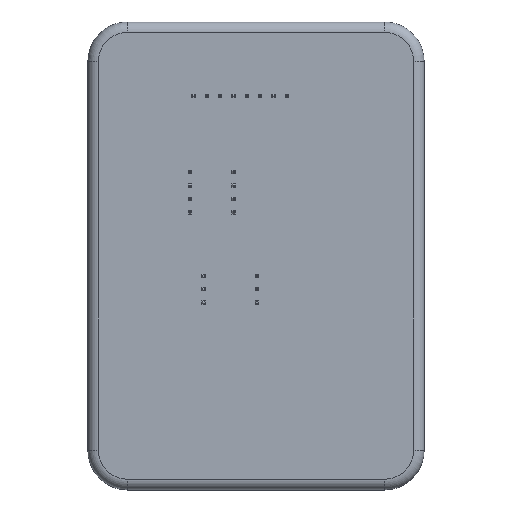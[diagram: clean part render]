
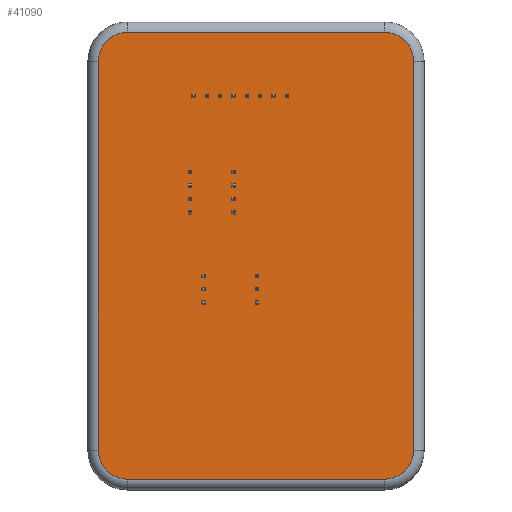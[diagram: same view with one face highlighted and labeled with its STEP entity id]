
A CAD part, top view. The second image highlights one B-rep face of the part: STEP entity #41090.
In plain terms, the highlighted planar face has unit normal (0, 0, 1).
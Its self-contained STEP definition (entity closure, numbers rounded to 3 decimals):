
#3248=PLANE('',#45424);
#5388=FACE_OUTER_BOUND('',#8458,.T.);
#8458=EDGE_LOOP('',(#36707,#36708,#36709,#36710,#36711,#36712,#36713,#36714));
#12052=LINE('',#67677,#15578);
#12053=LINE('',#67687,#15579);
#12055=LINE('',#67696,#15581);
#12056=LINE('',#67704,#15582);
#15578=VECTOR('',#56487,10.);
#15579=VECTOR('',#56500,10.);
#15581=VECTOR('',#56512,10.);
#15582=VECTOR('',#56523,10.);
#17450=CIRCLE('',#45405,5.5);
#17454=CIRCLE('',#45411,5.5);
#17457=CIRCLE('',#45416,5.5);
#17459=CIRCLE('',#45420,5.5);
#20880=VERTEX_POINT('',#67673);
#20881=VERTEX_POINT('',#67675);
#20883=VERTEX_POINT('',#67680);
#20884=VERTEX_POINT('',#67685);
#20885=VERTEX_POINT('',#67690);
#20886=VERTEX_POINT('',#67694);
#20887=VERTEX_POINT('',#67698);
#20888=VERTEX_POINT('',#67702);
#26206=EDGE_CURVE('',#20881,#20880,#12052,.T.);
#26208=EDGE_CURVE('',#20883,#20881,#17450,.T.);
#26211=EDGE_CURVE('',#20884,#20883,#12053,.T.);
#26214=EDGE_CURVE('',#20885,#20884,#17454,.T.);
#26216=EDGE_CURVE('',#20886,#20885,#12055,.T.);
#26218=EDGE_CURVE('',#20887,#20886,#17457,.T.);
#26220=EDGE_CURVE('',#20888,#20887,#12056,.T.);
#26221=EDGE_CURVE('',#20880,#20888,#17459,.T.);
#36707=ORIENTED_EDGE('',*,*,#26206,.F.);
#36708=ORIENTED_EDGE('',*,*,#26208,.F.);
#36709=ORIENTED_EDGE('',*,*,#26211,.F.);
#36710=ORIENTED_EDGE('',*,*,#26214,.F.);
#36711=ORIENTED_EDGE('',*,*,#26216,.F.);
#36712=ORIENTED_EDGE('',*,*,#26218,.F.);
#36713=ORIENTED_EDGE('',*,*,#26220,.F.);
#36714=ORIENTED_EDGE('',*,*,#26221,.F.);
#41090=ADVANCED_FACE('',(#5388),#3248,.T.);
#45405=AXIS2_PLACEMENT_3D('',#67682,#56492,#56493);
#45411=AXIS2_PLACEMENT_3D('',#67692,#56506,#56507);
#45416=AXIS2_PLACEMENT_3D('',#67700,#56517,#56518);
#45420=AXIS2_PLACEMENT_3D('',#67706,#56526,#56527);
#45424=AXIS2_PLACEMENT_3D('',#67711,#56535,#56536);
#56487=DIRECTION('',(0.,-1.,0.));
#56492=DIRECTION('center_axis',(0.,0.,-1.));
#56493=DIRECTION('ref_axis',(0.707,0.707,0.));
#56500=DIRECTION('',(1.,0.,0.));
#56506=DIRECTION('center_axis',(0.,0.,-1.));
#56507=DIRECTION('ref_axis',(-0.707,0.707,0.));
#56512=DIRECTION('',(0.,1.,0.));
#56517=DIRECTION('center_axis',(0.,0.,-1.));
#56518=DIRECTION('ref_axis',(-0.707,-0.707,0.));
#56523=DIRECTION('',(-1.,0.,0.));
#56526=DIRECTION('center_axis',(0.,0.,-1.));
#56527=DIRECTION('ref_axis',(0.707,-0.707,0.));
#56535=DIRECTION('center_axis',(0.,0.,1.));
#56536=DIRECTION('ref_axis',(1.,0.,0.));
#67673=CARTESIAN_POINT('',(44.41,0.47,9.053));
#67675=CARTESIAN_POINT('',(44.41,74.47,9.053));
#67677=CARTESIAN_POINT('',(44.41,18.97,9.053));
#67680=CARTESIAN_POINT('',(38.91,79.97,9.053));
#67682=CARTESIAN_POINT('Origin',(38.91,74.47,9.053));
#67685=CARTESIAN_POINT('',(-10.09,79.97,9.053));
#67687=CARTESIAN_POINT('',(26.66,79.97,9.053));
#67690=CARTESIAN_POINT('',(-15.59,74.47,9.053));
#67692=CARTESIAN_POINT('Origin',(-10.09,74.47,9.053));
#67694=CARTESIAN_POINT('',(-15.59,0.47,9.053));
#67696=CARTESIAN_POINT('',(-15.59,55.97,9.053));
#67698=CARTESIAN_POINT('',(-10.09,-5.03,9.053));
#67700=CARTESIAN_POINT('Origin',(-10.09,0.47,9.053));
#67702=CARTESIAN_POINT('',(38.91,-5.03,9.053));
#67704=CARTESIAN_POINT('',(2.16,-5.03,9.053));
#67706=CARTESIAN_POINT('Origin',(38.91,0.47,9.053));
#67711=CARTESIAN_POINT('Origin',(14.41,37.47,9.053));
